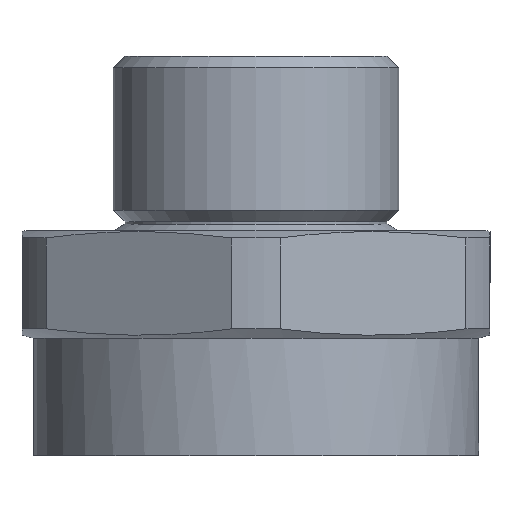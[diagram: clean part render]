
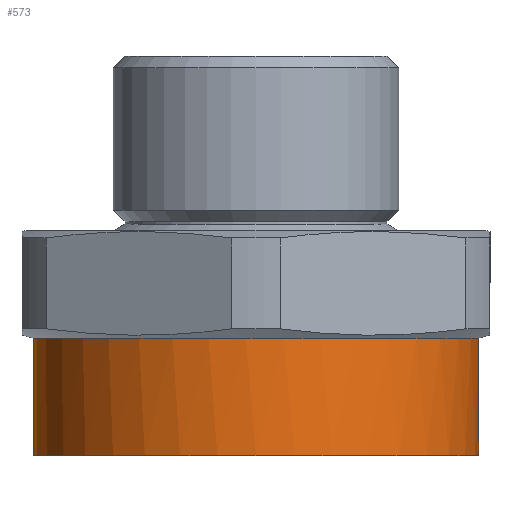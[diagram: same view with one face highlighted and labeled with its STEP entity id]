
A CAD part, front view. The second image highlights one B-rep face of the part: STEP entity #573.
In plain terms, the highlighted cylindrical face has radius 19.5 mm (diameter 39 mm), a full revolution.
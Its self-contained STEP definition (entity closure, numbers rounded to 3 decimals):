
#15 = ORIENTED_EDGE ( 'NONE', *, *, #226, .T. ) ;
#33 = CARTESIAN_POINT ( 'NONE',  ( 0., 0., 10.3 ) ) ;
#55 = AXIS2_PLACEMENT_3D ( 'NONE', #320, #77, #720 ) ;
#77 = DIRECTION ( 'NONE',  ( 0., 0., -1. ) ) ;
#222 = CIRCLE ( 'NONE', #350, 19.5 ) ;
#226 = EDGE_CURVE ( 'NONE', #711, #711, #222, .T. ) ;
#309 = CARTESIAN_POINT ( 'NONE',  ( 0., 19.5, 0. ) ) ;
#320 = CARTESIAN_POINT ( 'NONE',  ( 0., 0., 0. ) ) ;
#350 = AXIS2_PLACEMENT_3D ( 'NONE', #33, #507, #910 ) ;
#381 = CARTESIAN_POINT ( 'NONE',  ( -19.5, 0., 10.3 ) ) ;
#425 = EDGE_CURVE ( 'NONE', #542, #542, #916, .T. ) ;
#460 = DIRECTION ( 'NONE',  ( 0., 0., -1. ) ) ;
#507 = DIRECTION ( 'NONE',  ( 0., 0., -1. ) ) ;
#537 = FACE_OUTER_BOUND ( 'NONE', #981, .T. ) ;
#542 = VERTEX_POINT ( 'NONE', #309 ) ;
#553 = ORIENTED_EDGE ( 'NONE', *, *, #425, .F. ) ;
#573 = ADVANCED_FACE ( 'NONE', ( #832, #537 ), #803, .T. ) ;
#618 = CARTESIAN_POINT ( 'NONE',  ( 0., 0., 0. ) ) ;
#711 = VERTEX_POINT ( 'NONE', #381 ) ;
#720 = DIRECTION ( 'NONE',  ( 0., 1., 0. ) ) ;
#803 = CYLINDRICAL_SURFACE ( 'NONE', #55, 19.5 ) ;
#811 = EDGE_LOOP ( 'NONE', ( #553 ) ) ;
#832 = FACE_OUTER_BOUND ( 'NONE', #811, .T. ) ;
#910 = DIRECTION ( 'NONE',  ( -1., 0., 0. ) ) ;
#916 = CIRCLE ( 'NONE', #941, 19.5 ) ;
#941 = AXIS2_PLACEMENT_3D ( 'NONE', #618, #460, #1017 ) ;
#981 = EDGE_LOOP ( 'NONE', ( #15 ) ) ;
#1017 = DIRECTION ( 'NONE',  ( 0., 1., 0. ) ) ;
